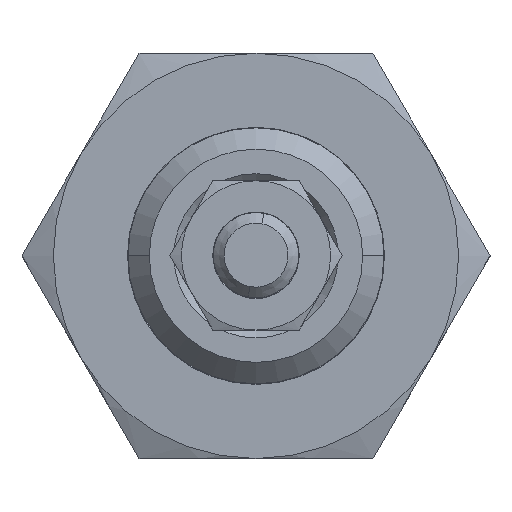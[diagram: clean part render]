
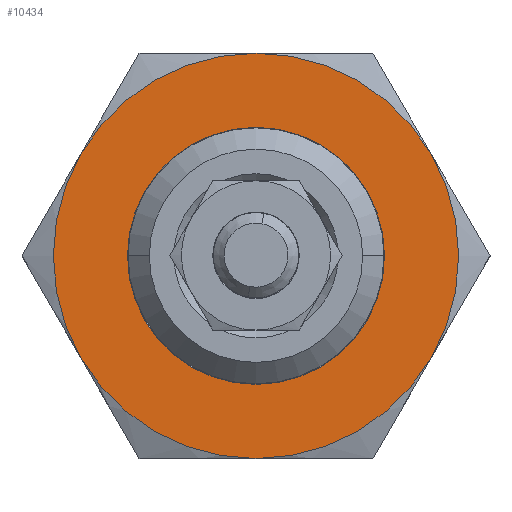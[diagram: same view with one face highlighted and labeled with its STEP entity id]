
A CAD part, top view. The second image highlights one B-rep face of the part: STEP entity #10434.
In plain terms, the highlighted planar face has unit normal (0, 0, 1).
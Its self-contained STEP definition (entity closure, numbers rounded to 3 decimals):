
#243 = VERTEX_POINT ( 'NONE', #6463 ) ;
#300 = AXIS2_PLACEMENT_3D ( 'NONE', #2523, #9649, #919 ) ;
#622 = DIRECTION ( 'NONE',  ( 0., 0., -1. ) ) ;
#916 = EDGE_CURVE ( 'NONE', #243, #9462, #974, .T. ) ;
#919 = DIRECTION ( 'NONE',  ( 0.866, -0.5, 0. ) ) ;
#974 = CIRCLE ( 'NONE', #8657, 9.5 ) ;
#1043 = EDGE_LOOP ( 'NONE', ( #10138, #2951, #8526, #5891, #5262, #5805 ) ) ;
#1084 = CARTESIAN_POINT ( 'NONE',  ( -8.227, -4.75, 180. ) ) ;
#1273 = VERTEX_POINT ( 'NONE', #3386 ) ;
#1777 = EDGE_CURVE ( 'NONE', #11209, #11363, #2481, .T. ) ;
#2136 = CIRCLE ( 'NONE', #300, 9.5 ) ;
#2350 = PLANE ( 'NONE',  #7399 ) ;
#2468 = VERTEX_POINT ( 'NONE', #6374 ) ;
#2481 = CIRCLE ( 'NONE', #4109, 9.5 ) ;
#2523 = CARTESIAN_POINT ( 'NONE',  ( 0., 0., 180. ) ) ;
#2700 = EDGE_CURVE ( 'NONE', #9462, #11209, #2136, .T. ) ;
#2751 = DIRECTION ( 'NONE',  ( 0.866, -0.5, 0. ) ) ;
#2809 = CARTESIAN_POINT ( 'NONE',  ( 0., 0., 180. ) ) ;
#2940 = CARTESIAN_POINT ( 'NONE',  ( 0., 0., 180. ) ) ;
#2951 = ORIENTED_EDGE ( 'NONE', *, *, #6523, .F. ) ;
#2974 = CARTESIAN_POINT ( 'NONE',  ( 0., 0., 180. ) ) ;
#3016 = DIRECTION ( 'NONE',  ( 0.866, -0.5, 0. ) ) ;
#3101 = EDGE_CURVE ( 'NONE', #2468, #243, #7619, .T. ) ;
#3182 = CARTESIAN_POINT ( 'NONE',  ( -8.227, 4.75, 180. ) ) ;
#3386 = CARTESIAN_POINT ( 'NONE',  ( 8.227, 4.75, 180. ) ) ;
#3543 = EDGE_CURVE ( 'NONE', #11363, #1273, #8935, .T. ) ;
#3631 = ORIENTED_EDGE ( 'NONE', *, *, #6495, .T. ) ;
#3921 = CARTESIAN_POINT ( 'NONE',  ( 0., 0., 180. ) ) ;
#3966 = AXIS2_PLACEMENT_3D ( 'NONE', #2974, #10096, #9285 ) ;
#4109 = AXIS2_PLACEMENT_3D ( 'NONE', #5939, #8039, #11173 ) ;
#4198 = CIRCLE ( 'NONE', #7494, 6.025 ) ;
#4832 = CARTESIAN_POINT ( 'NONE',  ( 5.218, -3.013, 180. ) ) ;
#5034 = FACE_OUTER_BOUND ( 'NONE', #1043, .T. ) ;
#5038 = DIRECTION ( 'NONE',  ( 0., 0., -1. ) ) ;
#5262 = ORIENTED_EDGE ( 'NONE', *, *, #2700, .F. ) ;
#5631 = CARTESIAN_POINT ( 'NONE',  ( -5.218, 3.013, 180. ) ) ;
#5805 = ORIENTED_EDGE ( 'NONE', *, *, #916, .F. ) ;
#5841 = CARTESIAN_POINT ( 'NONE',  ( 0., 0., 180. ) ) ;
#5891 = ORIENTED_EDGE ( 'NONE', *, *, #1777, .F. ) ;
#5939 = CARTESIAN_POINT ( 'NONE',  ( 0., 0., 180. ) ) ;
#6012 = CARTESIAN_POINT ( 'NONE',  ( 0., 0., 180. ) ) ;
#6031 = VERTEX_POINT ( 'NONE', #5631 ) ;
#6117 = AXIS2_PLACEMENT_3D ( 'NONE', #2809, #7156, #2751 ) ;
#6374 = CARTESIAN_POINT ( 'NONE',  ( 8.227, -4.75, 180. ) ) ;
#6463 = CARTESIAN_POINT ( 'NONE',  ( 0., -9.5, 180. ) ) ;
#6495 = EDGE_CURVE ( 'NONE', #6031, #8417, #4198, .T. ) ;
#6523 = EDGE_CURVE ( 'NONE', #1273, #2468, #11365, .T. ) ;
#7156 = DIRECTION ( 'NONE',  ( 0., 0., -1. ) ) ;
#7399 = AXIS2_PLACEMENT_3D ( 'NONE', #5841, #622, #9352 ) ;
#7494 = AXIS2_PLACEMENT_3D ( 'NONE', #6012, #5038, #11134 ) ;
#7616 = CARTESIAN_POINT ( 'NONE',  ( 0., 0., 180. ) ) ;
#7619 = CIRCLE ( 'NONE', #3966, 9.5 ) ;
#7755 = EDGE_LOOP ( 'NONE', ( #3631, #11156 ) ) ;
#8039 = DIRECTION ( 'NONE',  ( 0., 0., -1. ) ) ;
#8119 = CIRCLE ( 'NONE', #6117, 6.025 ) ;
#8169 = DIRECTION ( 'NONE',  ( 0., 0., -1. ) ) ;
#8302 = FACE_BOUND ( 'NONE', #7755, .T. ) ;
#8417 = VERTEX_POINT ( 'NONE', #4832 ) ;
#8526 = ORIENTED_EDGE ( 'NONE', *, *, #3543, .F. ) ;
#8657 = AXIS2_PLACEMENT_3D ( 'NONE', #2940, #8961, #10862 ) ;
#8935 = CIRCLE ( 'NONE', #10415, 9.5 ) ;
#8961 = DIRECTION ( 'NONE',  ( 0., 0., -1. ) ) ;
#9285 = DIRECTION ( 'NONE',  ( 0.866, -0.5, 0. ) ) ;
#9352 = DIRECTION ( 'NONE',  ( 0.866, -0.5, 0. ) ) ;
#9356 = DIRECTION ( 'NONE',  ( 0.866, -0.5, 0. ) ) ;
#9442 = CARTESIAN_POINT ( 'NONE',  ( 0., 9.5, 180. ) ) ;
#9462 = VERTEX_POINT ( 'NONE', #1084 ) ;
#9649 = DIRECTION ( 'NONE',  ( 0., 0., -1. ) ) ;
#10096 = DIRECTION ( 'NONE',  ( 0., 0., -1. ) ) ;
#10138 = ORIENTED_EDGE ( 'NONE', *, *, #3101, .F. ) ;
#10166 = DIRECTION ( 'NONE',  ( 0., 0., -1. ) ) ;
#10415 = AXIS2_PLACEMENT_3D ( 'NONE', #3921, #8169, #3016 ) ;
#10434 = ADVANCED_FACE ( 'NONE', ( #8302, #5034 ), #2350, .F. ) ;
#10630 = EDGE_CURVE ( 'NONE', #8417, #6031, #8119, .T. ) ;
#10646 = AXIS2_PLACEMENT_3D ( 'NONE', #7616, #10166, #9356 ) ;
#10862 = DIRECTION ( 'NONE',  ( 0.866, -0.5, 0. ) ) ;
#11134 = DIRECTION ( 'NONE',  ( 0.866, -0.5, 0. ) ) ;
#11156 = ORIENTED_EDGE ( 'NONE', *, *, #10630, .T. ) ;
#11173 = DIRECTION ( 'NONE',  ( 0.866, -0.5, 0. ) ) ;
#11209 = VERTEX_POINT ( 'NONE', #3182 ) ;
#11363 = VERTEX_POINT ( 'NONE', #9442 ) ;
#11365 = CIRCLE ( 'NONE', #10646, 9.5 ) ;
